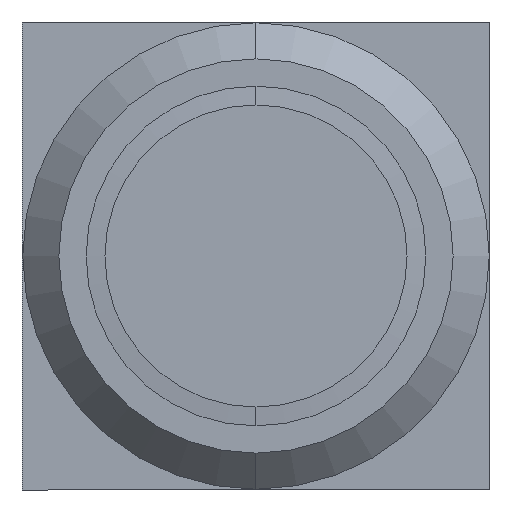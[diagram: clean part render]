
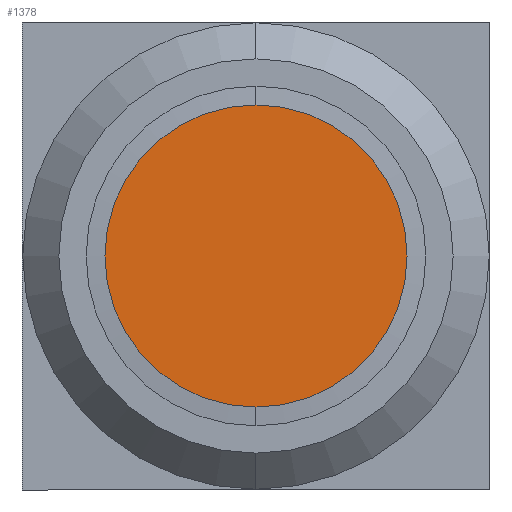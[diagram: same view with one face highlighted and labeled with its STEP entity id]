
A CAD part, left-side view. The second image highlights one B-rep face of the part: STEP entity #1378.
In plain terms, the highlighted planar face has unit normal (-1, 0, 0).
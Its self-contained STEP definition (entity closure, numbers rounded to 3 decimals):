
#11 = CIRCLE ( 'NONE', #1344, 2.05 ) ;
#12 = VERTEX_POINT ( 'NONE', #612 ) ;
#63 = PLANE ( 'NONE',  #651 ) ;
#81 = CARTESIAN_POINT ( 'NONE',  ( 0., 0., 0. ) ) ;
#108 = AXIS2_PLACEMENT_3D ( 'NONE', #241, #367, #933 ) ;
#185 = EDGE_CURVE ( 'NONE', #282, #12, #11, .T. ) ;
#241 = CARTESIAN_POINT ( 'NONE',  ( 0., 0., 0. ) ) ;
#282 = VERTEX_POINT ( 'NONE', #619 ) ;
#367 = DIRECTION ( 'NONE',  ( -1., 0., 0. ) ) ;
#410 = ORIENTED_EDGE ( 'NONE', *, *, #770, .T. ) ;
#612 = CARTESIAN_POINT ( 'NONE',  ( 0., 0., 2.05 ) ) ;
#619 = CARTESIAN_POINT ( 'NONE',  ( 0., 0., -2.05 ) ) ;
#651 = AXIS2_PLACEMENT_3D ( 'NONE', #824, #1309, #1153 ) ;
#740 = CIRCLE ( 'NONE', #108, 2.05 ) ;
#770 = EDGE_CURVE ( 'NONE', #12, #282, #740, .T. ) ;
#824 = CARTESIAN_POINT ( 'NONE',  ( 0., 2.05, 0. ) ) ;
#872 = DIRECTION ( 'NONE',  ( -1., 0., 0. ) ) ;
#933 = DIRECTION ( 'NONE',  ( 0., 0., 1. ) ) ;
#976 = FACE_OUTER_BOUND ( 'NONE', #1457, .T. ) ;
#1110 = DIRECTION ( 'NONE',  ( 0., 0., 1. ) ) ;
#1153 = DIRECTION ( 'NONE',  ( 0., 0., -1. ) ) ;
#1309 = DIRECTION ( 'NONE',  ( 1., 0., 0. ) ) ;
#1344 = AXIS2_PLACEMENT_3D ( 'NONE', #81, #872, #1110 ) ;
#1346 = ORIENTED_EDGE ( 'NONE', *, *, #185, .T. ) ;
#1378 = ADVANCED_FACE ( 'NONE', ( #976 ), #63, .F. ) ;
#1457 = EDGE_LOOP ( 'NONE', ( #1346, #410 ) ) ;
